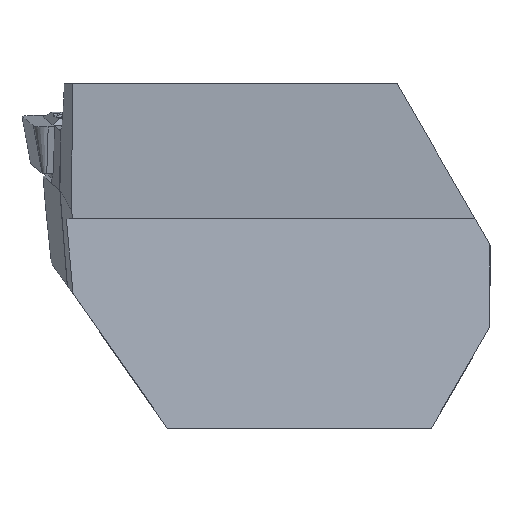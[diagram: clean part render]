
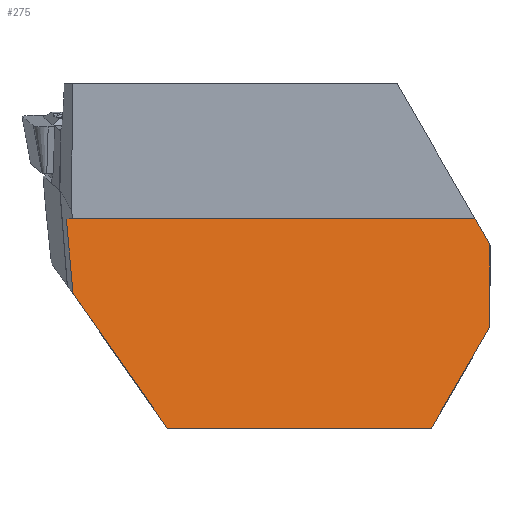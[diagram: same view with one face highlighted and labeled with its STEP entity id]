
A CAD part, top view. The second image highlights one B-rep face of the part: STEP entity #275.
In plain terms, the highlighted planar face has unit normal (0, 0.139, 0.99).
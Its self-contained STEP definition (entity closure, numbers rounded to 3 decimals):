
#275=ADVANCED_FACE('',(#417),#361,.T.);
#361=PLANE('',#1769);
#417=FACE_OUTER_BOUND('',#477,.T.);
#477=EDGE_LOOP('',(#654,#655,#656,#657,#658,#659,#660));
#654=ORIENTED_EDGE('',*,*,#1240,.F.);
#655=ORIENTED_EDGE('',*,*,#1241,.T.);
#656=ORIENTED_EDGE('',*,*,#1242,.F.);
#657=ORIENTED_EDGE('',*,*,#1243,.T.);
#658=ORIENTED_EDGE('',*,*,#1234,.F.);
#659=ORIENTED_EDGE('',*,*,#1230,.T.);
#660=ORIENTED_EDGE('',*,*,#1244,.T.);
#1060=VERTEX_POINT('',#2471);
#1061=VERTEX_POINT('',#2473);
#1063=VERTEX_POINT('',#2480);
#1066=VERTEX_POINT('',#2491);
#1067=VERTEX_POINT('',#2492);
#1068=VERTEX_POINT('',#2494);
#1069=VERTEX_POINT('',#2496);
#1230=EDGE_CURVE('',#1061,#1060,#1438,.T.);
#1234=EDGE_CURVE('',#1061,#1063,#1442,.T.);
#1240=EDGE_CURVE('',#1066,#1067,#1445,.T.);
#1241=EDGE_CURVE('',#1066,#1068,#1446,.T.);
#1242=EDGE_CURVE('',#1069,#1068,#1447,.T.);
#1243=EDGE_CURVE('',#1069,#1063,#1448,.T.);
#1244=EDGE_CURVE('',#1060,#1067,#1449,.T.);
#1438=LINE('',#2472,#1580);
#1442=LINE('',#2479,#1584);
#1445=LINE('',#2490,#1587);
#1446=LINE('',#2493,#1588);
#1447=LINE('',#2495,#1589);
#1448=LINE('',#2497,#1590);
#1449=LINE('',#2498,#1591);
#1580=VECTOR('',#1979,1.);
#1584=VECTOR('',#1985,1.);
#1587=VECTOR('',#1998,1.);
#1588=VECTOR('',#1999,1.);
#1589=VECTOR('',#2000,1.);
#1590=VECTOR('',#2001,1.);
#1591=VECTOR('',#2002,1.);
#1769=AXIS2_PLACEMENT_3D('',#2499,#2003,#2004);
#1979=DIRECTION('',(1.,0.,0.));
#1985=DIRECTION('',(-0.57,0.814,-0.114));
#1998=DIRECTION('',(0.,-0.99,0.139));
#1999=DIRECTION('',(-0.496,0.86,-0.121));
#2000=DIRECTION('',(1.,0.,0.));
#2001=DIRECTION('',(0.088,-0.986,0.139));
#2002=DIRECTION('',(0.496,0.86,-0.121));
#2003=DIRECTION('',(0.,0.139,0.99));
#2004=DIRECTION('',(0.,-0.99,0.139));
#2471=CARTESIAN_POINT('',(-3.452,-12.9,1.307));
#2472=CARTESIAN_POINT('',(-10.642,-12.9,1.307));
#2473=CARTESIAN_POINT('',(-15.174,-12.9,1.307));
#2479=CARTESIAN_POINT('',(-18.1,-8.721,0.72));
#2480=CARTESIAN_POINT('',(-19.358,-6.925,0.467));
#2490=CARTESIAN_POINT('',(-0.85,-3.6,0.));
#2491=CARTESIAN_POINT('',(-0.85,-4.763,0.163));
#2492=CARTESIAN_POINT('',(-0.85,-8.393,0.674));
#2493=CARTESIAN_POINT('',(-3.768,0.291,-0.547));
#2494=CARTESIAN_POINT('',(-1.522,-3.6,0.));
#2495=CARTESIAN_POINT('',(-10.642,-3.6,0.));
#2496=CARTESIAN_POINT('',(-19.653,-3.6,0.));
#2497=CARTESIAN_POINT('',(-19.584,-4.378,0.109));
#2498=CARTESIAN_POINT('',(-2.582,-11.393,1.095));
#2499=CARTESIAN_POINT('',(-10.642,-3.6,0.));
